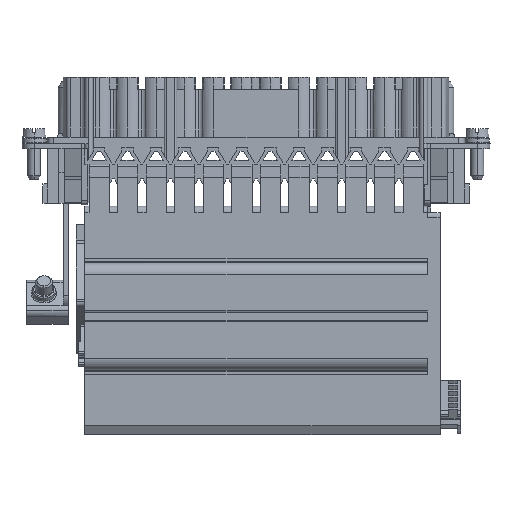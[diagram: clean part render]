
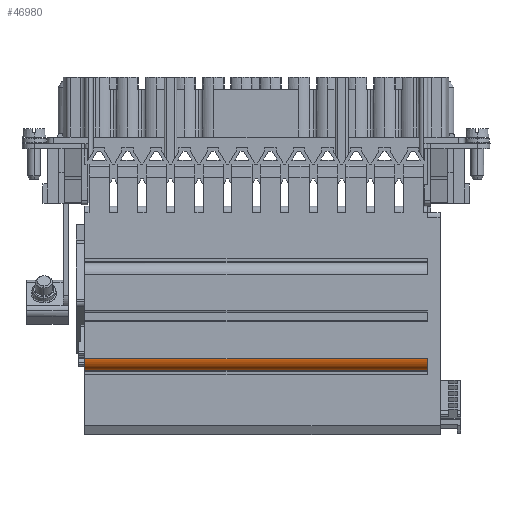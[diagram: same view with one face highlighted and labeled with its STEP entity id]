
A CAD part, left-side view. The second image highlights one B-rep face of the part: STEP entity #46980.
In plain terms, the highlighted cylindrical face has radius 2.8 mm (diameter 5.6 mm), a partial arc.
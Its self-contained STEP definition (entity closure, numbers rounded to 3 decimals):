
#45986=AXIS2_PLACEMENT_3D('Circle Axis2P3D',#45984,#45985,$) ;
#46960=AXIS2_PLACEMENT_3D('Cylinder Axis2P3D',#46957,#46958,#46959) ;
#46971=AXIS2_PLACEMENT_3D('Circle Axis2P3D',#46969,#46970,$) ;
#31614=CARTESIAN_POINT('Vertex',(0.,95.1,17.843)) ;
#31617=CARTESIAN_POINT('Line Origine',(0.,54.9,17.843)) ;
#31621=CARTESIAN_POINT('Vertex',(0.,14.7,17.843)) ;
#45981=CARTESIAN_POINT('Vertex',(2.075,95.1,15.138)) ;
#45984=CARTESIAN_POINT('Axis2P3D Location',(2.8,95.1,17.843)) ;
#46957=CARTESIAN_POINT('Axis2P3D Location',(2.8,11.7,17.843)) ;
#46962=CARTESIAN_POINT('Line Origine',(2.075,11.7,15.138)) ;
#46966=CARTESIAN_POINT('Vertex',(2.075,14.7,15.138)) ;
#46969=CARTESIAN_POINT('Axis2P3D Location',(2.8,14.7,17.843)) ;
#31618=DIRECTION('Vector Direction',(0.,1.,0.)) ;
#45985=DIRECTION('Axis2P3D Direction',(-0.,-1.,-0.)) ;
#46958=DIRECTION('Axis2P3D Direction',(-0.,-1.,-0.)) ;
#46959=DIRECTION('Axis2P3D XDirection',(-1.,0.,0.)) ;
#46963=DIRECTION('Vector Direction',(0.,-1.,0.)) ;
#46970=DIRECTION('Axis2P3D Direction',(-0.,-1.,-0.)) ;
#31619=VECTOR('Line Direction',#31618,1.) ;
#46964=VECTOR('Line Direction',#46963,1.) ;
#46975=ORIENTED_EDGE('',*,*,#45988,.T.) ;
#46976=ORIENTED_EDGE('',*,*,#46968,.T.) ;
#46977=ORIENTED_EDGE('',*,*,#46973,.T.) ;
#46978=ORIENTED_EDGE('',*,*,#31623,.T.) ;
#46980=ADVANCED_FACE('Standard_1\\_1848590000',(#46979),#46961,.T.) ;
#45987=CIRCLE('generated circle',#45986,2.8) ;
#46972=CIRCLE('generated circle',#46971,2.8) ;
#46961=CYLINDRICAL_SURFACE('generated cylinder',#46960,2.8) ;
#31623=EDGE_CURVE('',#31622,#31615,#31620,.T.) ;
#45988=EDGE_CURVE('',#31615,#45982,#45987,.T.) ;
#46968=EDGE_CURVE('',#45982,#46967,#46965,.T.) ;
#46973=EDGE_CURVE('',#46967,#31622,#46972,.F.) ;
#46974=EDGE_LOOP('',(#46975,#46976,#46977,#46978)) ;
#46979=FACE_OUTER_BOUND('',#46974,.T.) ;
#31620=LINE('Line',#31617,#31619) ;
#46965=LINE('Line',#46962,#46964) ;
#31615=VERTEX_POINT('',#31614) ;
#31622=VERTEX_POINT('',#31621) ;
#45982=VERTEX_POINT('',#45981) ;
#46967=VERTEX_POINT('',#46966) ;
